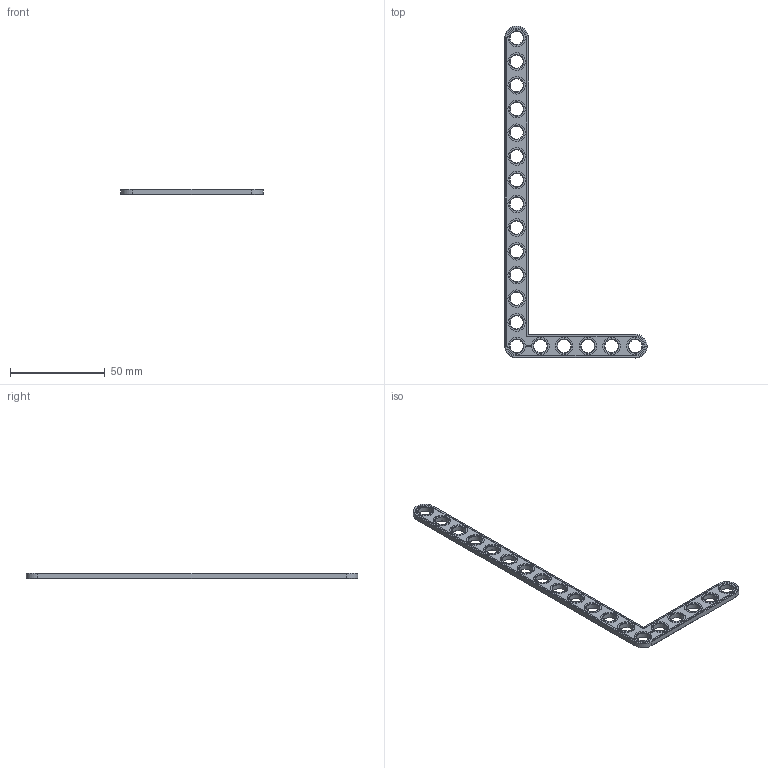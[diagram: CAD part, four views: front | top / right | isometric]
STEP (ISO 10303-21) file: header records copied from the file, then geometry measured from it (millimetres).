
FILE_DESCRIPTION(('FreeCAD Model'),'2;1');
FILE_NAME('Open CASCADE Shape Model','2022-02-09T11:45:05',( 'Paulo Kiefe'),('STEMFIE.org'),'Open CASCADE STEP processor 7.4', 'FreeCAD','Unknown');
FILE_SCHEMA(('AUTOMOTIVE_DESIGN { 1 0 10303 214 1 1 1 1 }'));
Length unit declared in the file: millimetre
Products named in the file (1): Brace_AGD_90_ASYM_ERR_BU06x14x01x00.25_-_SPN-BRC-1073_(stemfie.org)
Bounding box: 75 x 175 x 3.12 mm (x, y, z)
Volume: 6552.5 mm3; surface area: 7110.8 mm2
Topology: 1 solids, 1 shells, 622 faces, 1652 edges, 1084 vertices
Faces by surface type: plane 356, extrusion 178, cone 44, cylinder 44
Full cylindrical faces by diameter (mm): 7 x19, 9.2 x19
Entity records: 42033 total; most frequent: CARTESIAN_POINT 10045, DIRECTION 5228, VECTOR 4005, LINE 3827, ORIENTED_EDGE 3304, PCURVE 3304, DEFINITIONAL_REPRESENTATION 3304, EDGE_CURVE 1652
